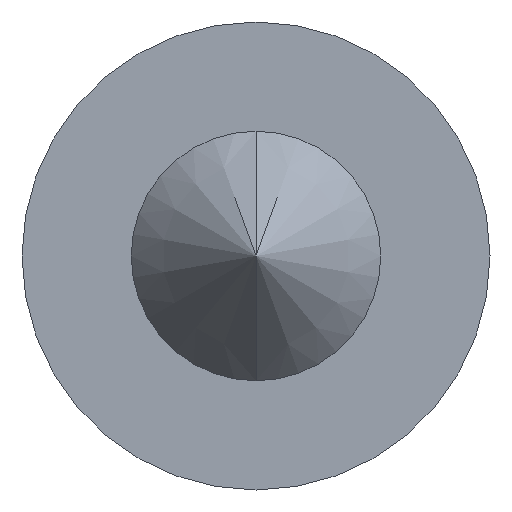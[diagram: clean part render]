
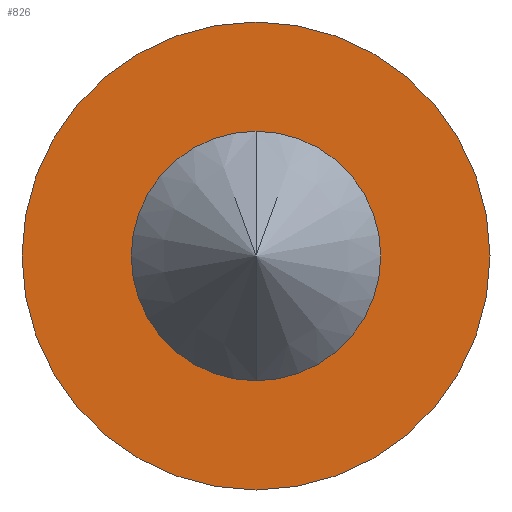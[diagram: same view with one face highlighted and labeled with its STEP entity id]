
A CAD part, front view. The second image highlights one B-rep face of the part: STEP entity #826.
In plain terms, the highlighted planar face has unit normal (0, -1, 0).
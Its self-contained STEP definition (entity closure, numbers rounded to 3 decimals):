
#4 = DIRECTION ( 'NONE',  ( 0., 1., 0. ) ) ;
#5 = DIRECTION ( 'NONE',  ( 0., 0., -1. ) ) ;
#164 = AXIS2_PLACEMENT_3D ( 'NONE', #634, #635, #636 ) ;
#165 = AXIS2_PLACEMENT_3D ( 'NONE', #637, #641, #642 ) ;
#199 = CARTESIAN_POINT ( 'NONE',  ( 0., 0., 0. ) ) ;
#209 = DIRECTION ( 'NONE',  ( 0., 1., 0. ) ) ;
#210 = DIRECTION ( 'NONE',  ( 0., 0., 1. ) ) ;
#220 = CARTESIAN_POINT ( 'NONE',  ( 0., 0., 0. ) ) ;
#224 = FACE_BOUND ( 'NONE', #343, .T. ) ;
#226 = FACE_OUTER_BOUND ( 'NONE', #344, .T. ) ;
#241 = CARTESIAN_POINT ( 'NONE',  ( 0., 0., -3.5 ) ) ;
#242 = CARTESIAN_POINT ( 'NONE',  ( 0., 0., 3.5 ) ) ;
#245 = CARTESIAN_POINT ( 'NONE',  ( 0., 0., -7.5 ) ) ;
#248 = CARTESIAN_POINT ( 'NONE',  ( 0., 0., 7.5 ) ) ;
#343 = EDGE_LOOP ( 'NONE', ( #417, #418 ) ) ;
#344 = EDGE_LOOP ( 'NONE', ( #420, #419 ) ) ;
#396 = AXIS2_PLACEMENT_3D ( 'NONE', #729, #730, #731 ) ;
#417 = ORIENTED_EDGE ( 'NONE', *, *, #797, .T. ) ;
#418 = ORIENTED_EDGE ( 'NONE', *, *, #859, .T. ) ;
#419 = ORIENTED_EDGE ( 'NONE', *, *, #857, .F. ) ;
#420 = ORIENTED_EDGE ( 'NONE', *, *, #793, .F. ) ;
#508 = VERTEX_POINT ( 'NONE', #241 ) ;
#509 = VERTEX_POINT ( 'NONE', #242 ) ;
#512 = VERTEX_POINT ( 'NONE', #245 ) ;
#515 = VERTEX_POINT ( 'NONE', #248 ) ;
#563 = AXIS2_PLACEMENT_3D ( 'NONE', #199, #209, #210 ) ;
#572 = AXIS2_PLACEMENT_3D ( 'NONE', #220, #4, #5 ) ;
#634 = CARTESIAN_POINT ( 'NONE',  ( 0., 0., 0. ) ) ;
#635 = DIRECTION ( 'NONE',  ( 0., 1., 0. ) ) ;
#636 = DIRECTION ( 'NONE',  ( 0., 0., 1. ) ) ;
#637 = CARTESIAN_POINT ( 'NONE',  ( 0., 0., 0. ) ) ;
#641 = DIRECTION ( 'NONE',  ( 0., 1., 0. ) ) ;
#642 = DIRECTION ( 'NONE',  ( 0., 0., -1. ) ) ;
#728 = PLANE ( 'NONE',  #396 ) ;
#729 = CARTESIAN_POINT ( 'NONE',  ( 0., 0., 3. ) ) ;
#730 = DIRECTION ( 'NONE',  ( 0., -1., 0. ) ) ;
#731 = DIRECTION ( 'NONE',  ( 0., 0., -1. ) ) ;
#793 = EDGE_CURVE ( 'NONE', #515, #512, #886, .T. ) ;
#797 = EDGE_CURVE ( 'NONE', #508, #509, #889, .T. ) ;
#826 = ADVANCED_FACE ( 'NONE', ( #224, #226 ), #728, .T. ) ;
#857 = EDGE_CURVE ( 'NONE', #512, #515, #915, .T. ) ;
#859 = EDGE_CURVE ( 'NONE', #509, #508, #916, .T. ) ;
#886 = CIRCLE ( 'NONE', #563, 7.5 ) ;
#889 = CIRCLE ( 'NONE', #572, 3.5 ) ;
#915 = CIRCLE ( 'NONE', #164, 7.5 ) ;
#916 = CIRCLE ( 'NONE', #165, 3.5 ) ;
